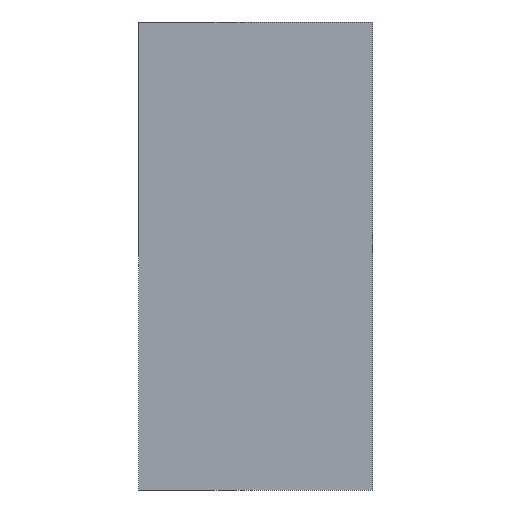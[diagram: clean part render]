
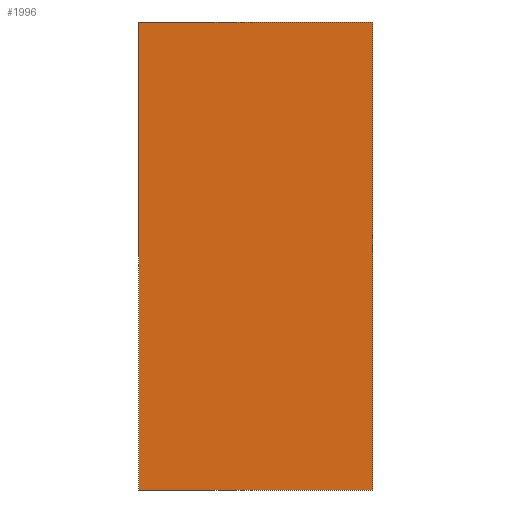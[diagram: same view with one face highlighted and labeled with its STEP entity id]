
A CAD part, left-side view. The second image highlights one B-rep face of the part: STEP entity #1996.
In plain terms, the highlighted planar face has unit normal (-1, 0, 0).
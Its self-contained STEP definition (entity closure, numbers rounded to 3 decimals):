
#130 = CARTESIAN_POINT ( 'NONE',  ( -1., 0., 1. ) ) ;
#171 = LINE ( 'NONE', #4143, #566 ) ;
#231 = AXIS2_PLACEMENT_3D ( 'NONE', #907, #3264, #4254 ) ;
#391 = EDGE_CURVE ( 'NONE', #4063, #1551, #3394, .T. ) ;
#393 = ORIENTED_EDGE ( 'NONE', *, *, #391, .T. ) ;
#394 = LINE ( 'NONE', #1857, #3684 ) ;
#502 = ORIENTED_EDGE ( 'NONE', *, *, #2785, .F. ) ;
#566 = VECTOR ( 'NONE', #2882, 1000. ) ;
#907 = CARTESIAN_POINT ( 'NONE',  ( -1., 1., 1. ) ) ;
#927 = VERTEX_POINT ( 'NONE', #1734 ) ;
#1138 = CARTESIAN_POINT ( 'NONE',  ( -1., 1., -1. ) ) ;
#1357 = VERTEX_POINT ( 'NONE', #130 ) ;
#1482 = VECTOR ( 'NONE', #3518, 1000. ) ;
#1500 = ORIENTED_EDGE ( 'NONE', *, *, #1901, .T. ) ;
#1551 = VERTEX_POINT ( 'NONE', #2616 ) ;
#1721 = LINE ( 'NONE', #4089, #3278 ) ;
#1734 = CARTESIAN_POINT ( 'NONE',  ( -1., 1., 1. ) ) ;
#1857 = CARTESIAN_POINT ( 'NONE',  ( -1., 1., 1. ) ) ;
#1901 = EDGE_CURVE ( 'NONE', #1551, #1357, #171, .T. ) ;
#1942 = PLANE ( 'NONE',  #231 ) ;
#1996 = ADVANCED_FACE ( 'NONE', ( #2677 ), #1942, .F. ) ;
#2075 = DIRECTION ( 'NONE',  ( 0., 0., 1. ) ) ;
#2330 = CARTESIAN_POINT ( 'NONE',  ( -1., 1., -1. ) ) ;
#2616 = CARTESIAN_POINT ( 'NONE',  ( -1., 0., -1. ) ) ;
#2677 = FACE_OUTER_BOUND ( 'NONE', #3348, .T. ) ;
#2785 = EDGE_CURVE ( 'NONE', #927, #1357, #394, .T. ) ;
#2882 = DIRECTION ( 'NONE',  ( 0., 0., 1. ) ) ;
#3264 = DIRECTION ( 'NONE',  ( 1., 0., 0. ) ) ;
#3278 = VECTOR ( 'NONE', #2075, 1000. ) ;
#3348 = EDGE_LOOP ( 'NONE', ( #1500, #502, #4165, #393 ) ) ;
#3394 = LINE ( 'NONE', #1138, #1482 ) ;
#3518 = DIRECTION ( 'NONE',  ( 0., -1., 0. ) ) ;
#3684 = VECTOR ( 'NONE', #3862, 1000. ) ;
#3862 = DIRECTION ( 'NONE',  ( 0., -1., 0. ) ) ;
#4063 = VERTEX_POINT ( 'NONE', #2330 ) ;
#4089 = CARTESIAN_POINT ( 'NONE',  ( -1., 1., 1. ) ) ;
#4139 = EDGE_CURVE ( 'NONE', #4063, #927, #1721, .T. ) ;
#4143 = CARTESIAN_POINT ( 'NONE',  ( -1., 0., 1. ) ) ;
#4165 = ORIENTED_EDGE ( 'NONE', *, *, #4139, .F. ) ;
#4254 = DIRECTION ( 'NONE',  ( 0., 0., -1. ) ) ;
